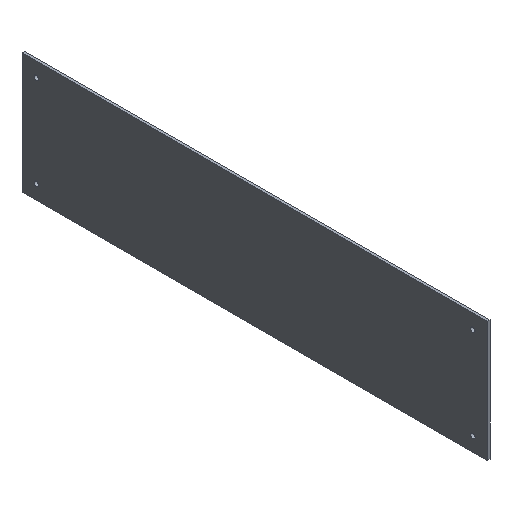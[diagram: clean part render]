
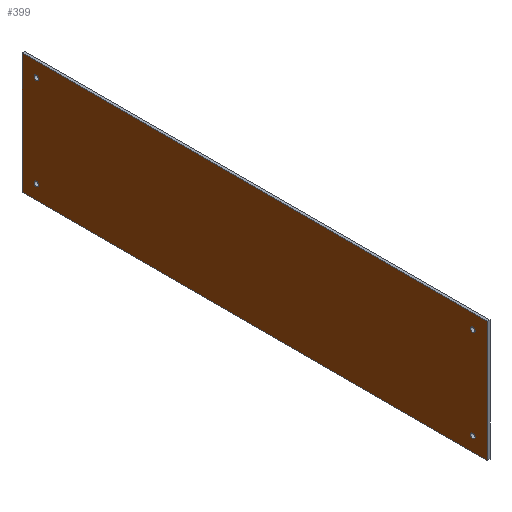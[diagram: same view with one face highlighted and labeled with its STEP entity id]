
A CAD part, isometric view. The second image highlights one B-rep face of the part: STEP entity #399.
In plain terms, the highlighted planar face has unit normal (-1, 0, 0).
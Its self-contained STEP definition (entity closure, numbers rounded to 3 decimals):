
#43=DIRECTION('',(0.,0.,1.));
#44=VECTOR('',#43,210.);
#45=CARTESIAN_POINT('',(0.,405.,-105.));
#46=LINE('',#45,#44);
#51=DIRECTION('',(0.,-1.,0.));
#52=VECTOR('',#51,810.);
#53=CARTESIAN_POINT('',(0.,405.,105.));
#54=LINE('',#53,#52);
#58=DIRECTION('',(0.,0.,-1.));
#59=VECTOR('',#58,210.);
#60=CARTESIAN_POINT('',(0.,-405.,105.));
#61=LINE('',#60,#59);
#65=DIRECTION('',(0.,1.,0.));
#66=VECTOR('',#65,810.);
#67=CARTESIAN_POINT('',(0.,-405.,-105.));
#68=LINE('',#67,#66);
#72=CARTESIAN_POINT('',(0.,-380.,-80.));
#73=DIRECTION('',(-1.,0.,0.));
#74=DIRECTION('',(0.,-1.,0.));
#75=AXIS2_PLACEMENT_3D('',#72,#73,#74);
#80=CARTESIAN_POINT('',(0.,-380.,-80.));
#81=DIRECTION('',(-1.,0.,0.));
#82=DIRECTION('',(0.,1.,0.));
#83=AXIS2_PLACEMENT_3D('',#80,#81,#82);
#88=CARTESIAN_POINT('',(0.,-380.,80.));
#89=DIRECTION('',(-1.,0.,0.));
#90=DIRECTION('',(0.,-1.,0.));
#91=AXIS2_PLACEMENT_3D('',#88,#89,#90);
#96=CARTESIAN_POINT('',(0.,-380.,80.));
#97=DIRECTION('',(-1.,0.,0.));
#98=DIRECTION('',(0.,1.,0.));
#99=AXIS2_PLACEMENT_3D('',#96,#97,#98);
#104=CARTESIAN_POINT('',(0.,380.,-80.));
#105=DIRECTION('',(-1.,0.,0.));
#106=DIRECTION('',(0.,-1.,0.));
#107=AXIS2_PLACEMENT_3D('',#104,#105,#106);
#112=CARTESIAN_POINT('',(0.,380.,-80.));
#113=DIRECTION('',(-1.,0.,0.));
#114=DIRECTION('',(0.,1.,0.));
#115=AXIS2_PLACEMENT_3D('',#112,#113,#114);
#120=CARTESIAN_POINT('',(0.,380.,80.));
#121=DIRECTION('',(-1.,0.,0.));
#122=DIRECTION('',(0.,-1.,0.));
#123=AXIS2_PLACEMENT_3D('',#120,#121,#122);
#128=CARTESIAN_POINT('',(0.,380.,80.));
#129=DIRECTION('',(-1.,0.,0.));
#130=DIRECTION('',(0.,1.,0.));
#131=AXIS2_PLACEMENT_3D('',#128,#129,#130);
#312=CARTESIAN_POINT('',(0.,405.,-105.));
#313=CARTESIAN_POINT('',(0.,405.,105.));
#314=VERTEX_POINT('',#312);
#315=VERTEX_POINT('',#313);
#316=CARTESIAN_POINT('',(0.,-405.,105.));
#317=VERTEX_POINT('',#316);
#318=CARTESIAN_POINT('',(0.,-405.,-105.));
#319=VERTEX_POINT('',#318);
#328=CARTESIAN_POINT('',(0.,-384.,-80.));
#329=CARTESIAN_POINT('',(0.,-376.,-80.));
#330=VERTEX_POINT('',#328);
#331=VERTEX_POINT('',#329);
#336=CARTESIAN_POINT('',(0.,-384.,80.));
#337=CARTESIAN_POINT('',(0.,-376.,80.));
#338=VERTEX_POINT('',#336);
#339=VERTEX_POINT('',#337);
#344=CARTESIAN_POINT('',(0.,376.,-80.));
#345=CARTESIAN_POINT('',(0.,384.,-80.));
#346=VERTEX_POINT('',#344);
#347=VERTEX_POINT('',#345);
#352=CARTESIAN_POINT('',(0.,376.,80.));
#353=CARTESIAN_POINT('',(0.,384.,80.));
#354=VERTEX_POINT('',#352);
#355=VERTEX_POINT('',#353);
#360=CARTESIAN_POINT('',(0.,0.,0.));
#361=DIRECTION('',(1.,0.,0.));
#362=DIRECTION('',(0.,-1.,0.));
#363=AXIS2_PLACEMENT_3D('',#360,#361,#362);
#364=PLANE('',#363);
#366=ORIENTED_EDGE('',*,*,#365,.T.);
#368=ORIENTED_EDGE('',*,*,#367,.T.);
#370=ORIENTED_EDGE('',*,*,#369,.T.);
#372=ORIENTED_EDGE('',*,*,#371,.T.);
#373=EDGE_LOOP('',(#366,#368,#370,#372));
#374=FACE_OUTER_BOUND('',#373,.F.);
#376=ORIENTED_EDGE('',*,*,#375,.T.);
#378=ORIENTED_EDGE('',*,*,#377,.T.);
#379=EDGE_LOOP('',(#376,#378));
#380=FACE_BOUND('',#379,.F.);
#382=ORIENTED_EDGE('',*,*,#381,.T.);
#384=ORIENTED_EDGE('',*,*,#383,.T.);
#385=EDGE_LOOP('',(#382,#384));
#386=FACE_BOUND('',#385,.F.);
#388=ORIENTED_EDGE('',*,*,#387,.T.);
#390=ORIENTED_EDGE('',*,*,#389,.T.);
#391=EDGE_LOOP('',(#388,#390));
#392=FACE_BOUND('',#391,.F.);
#394=ORIENTED_EDGE('',*,*,#393,.T.);
#396=ORIENTED_EDGE('',*,*,#395,.T.);
#397=EDGE_LOOP('',(#394,#396));
#398=FACE_BOUND('',#397,.F.);
#76=CIRCLE('',#75,4.);
#84=CIRCLE('',#83,4.);
#92=CIRCLE('',#91,4.);
#100=CIRCLE('',#99,4.);
#108=CIRCLE('',#107,4.);
#116=CIRCLE('',#115,4.);
#124=CIRCLE('',#123,4.);
#132=CIRCLE('',#131,4.);
#365=EDGE_CURVE('',#314,#315,#46,.T.);
#367=EDGE_CURVE('',#315,#317,#54,.T.);
#369=EDGE_CURVE('',#317,#319,#61,.T.);
#371=EDGE_CURVE('',#319,#314,#68,.T.);
#375=EDGE_CURVE('',#330,#331,#76,.T.);
#377=EDGE_CURVE('',#331,#330,#84,.T.);
#381=EDGE_CURVE('',#338,#339,#92,.T.);
#383=EDGE_CURVE('',#339,#338,#100,.T.);
#387=EDGE_CURVE('',#346,#347,#108,.T.);
#389=EDGE_CURVE('',#347,#346,#116,.T.);
#393=EDGE_CURVE('',#354,#355,#124,.T.);
#395=EDGE_CURVE('',#355,#354,#132,.T.);
#399=ADVANCED_FACE('',(#374,#380,#386,#392,#398),#364,.F.);
